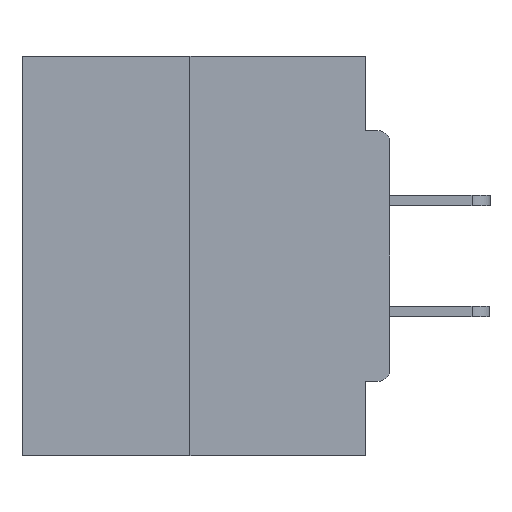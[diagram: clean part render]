
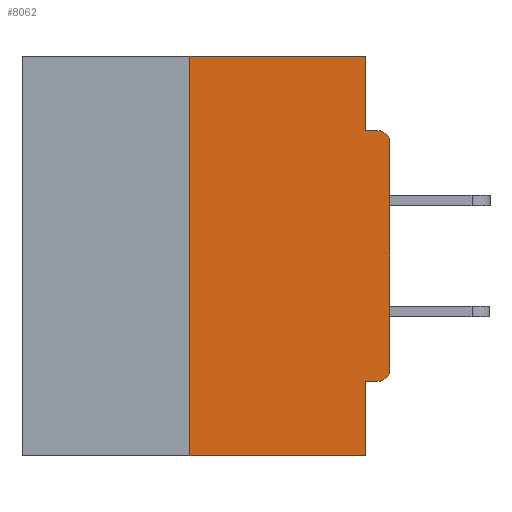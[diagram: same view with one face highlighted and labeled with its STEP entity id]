
A CAD part, left-side view. The second image highlights one B-rep face of the part: STEP entity #8062.
In plain terms, the highlighted planar face has unit normal (-1, 0, 0).
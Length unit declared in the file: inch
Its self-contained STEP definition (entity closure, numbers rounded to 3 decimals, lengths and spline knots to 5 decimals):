
#674 = CARTESIAN_POINT ( 'NONE',  ( 0., 0.015, -0.4065 ) ) ;
#699 = ORIENTED_EDGE ( 'NONE', *, *, #24752, .T. ) ;
#2112 = CIRCLE ( 'NONE', #19186, 0.015 ) ;
#3141 = CARTESIAN_POINT ( 'NONE',  ( 0., 0., -0.3915 ) ) ;
#3191 = LINE ( 'NONE', #12645, #20033 ) ;
#4304 = CARTESIAN_POINT ( 'NONE',  ( 0., 0., -0.4065 ) ) ;
#4514 = ORIENTED_EDGE ( 'NONE', *, *, #20066, .T. ) ;
#4538 = DIRECTION ( 'NONE',  ( 0., 0., -1. ) ) ;
#4625 = EDGE_CURVE ( 'NONE', #26044, #30872, #8151, .T. ) ;
#5210 = ORIENTED_EDGE ( 'NONE', *, *, #4625, .F. ) ;
#5328 = EDGE_CURVE ( 'NONE', #30872, #7803, #13782, .T. ) ;
#6162 = CARTESIAN_POINT ( 'NONE',  ( 0., 0., -0.1085 ) ) ;
#6327 = DIRECTION ( 'NONE',  ( 0., -1., 0. ) ) ;
#6376 = CARTESIAN_POINT ( 'NONE',  ( 0., 0., 0. ) ) ;
#6390 = LINE ( 'NONE', #18671, #31238 ) ;
#6958 = VECTOR ( 'NONE', #6327, 39.37008 ) ;
#6963 = CARTESIAN_POINT ( 'NONE',  ( 0., 0.031, -0.0935 ) ) ;
#7086 = DIRECTION ( 'NONE',  ( 0., 0., -1. ) ) ;
#7803 = VERTEX_POINT ( 'NONE', #8255 ) ;
#8062 = ADVANCED_FACE ( 'NONE', ( #19337 ), #19320, .F. ) ;
#8151 = LINE ( 'NONE', #21175, #17367 ) ;
#8255 = CARTESIAN_POINT ( 'NONE',  ( 0., 0.015, -0.0935 ) ) ;
#8616 = ORIENTED_EDGE ( 'NONE', *, *, #24849, .F. ) ;
#8949 = DIRECTION ( 'NONE',  ( 0., 0., -1. ) ) ;
#9342 = CARTESIAN_POINT ( 'NONE',  ( 0., 0.015, -0.3915 ) ) ;
#10205 = CARTESIAN_POINT ( 'NONE',  ( 0., 0.031, 0. ) ) ;
#10614 = VERTEX_POINT ( 'NONE', #14291 ) ;
#11041 = LINE ( 'NONE', #6376, #11466 ) ;
#11466 = VECTOR ( 'NONE', #32372, 39.37008 ) ;
#12142 = EDGE_CURVE ( 'NONE', #14311, #10614, #3191, .T. ) ;
#12188 = CARTESIAN_POINT ( 'NONE',  ( 0., 0.031, -0.4065 ) ) ;
#12430 = AXIS2_PLACEMENT_3D ( 'NONE', #14284, #19422, #8949 ) ;
#12645 = CARTESIAN_POINT ( 'NONE',  ( 0., 0.46, -0.5 ) ) ;
#13782 = LINE ( 'NONE', #28983, #6958 ) ;
#14284 = CARTESIAN_POINT ( 'NONE',  ( 0., 0.46, 0. ) ) ;
#14291 = CARTESIAN_POINT ( 'NONE',  ( 0., 0.031, -0.5 ) ) ;
#14311 = VERTEX_POINT ( 'NONE', #25541 ) ;
#15123 = DIRECTION ( 'NONE',  ( -1., 0., 0. ) ) ;
#15228 = ORIENTED_EDGE ( 'NONE', *, *, #20406, .F. ) ;
#16678 = CARTESIAN_POINT ( 'NONE',  ( 0., 0.25, 0. ) ) ;
#17367 = VECTOR ( 'NONE', #20958, 39.37008 ) ;
#17371 = LINE ( 'NONE', #4304, #25823 ) ;
#18671 = CARTESIAN_POINT ( 'NONE',  ( 0., 0.031, -0.5 ) ) ;
#18710 = EDGE_LOOP ( 'NONE', ( #15228, #8616, #25864, #31700, #19237, #4514, #699, #28277, #31815, #5210 ) ) ;
#18711 = VERTEX_POINT ( 'NONE', #674 ) ;
#18775 = VECTOR ( 'NONE', #25786, 39.37008 ) ;
#19186 = AXIS2_PLACEMENT_3D ( 'NONE', #33098, #15123, #4538 ) ;
#19237 = ORIENTED_EDGE ( 'NONE', *, *, #26192, .F. ) ;
#19320 = PLANE ( 'NONE',  #12430 ) ;
#19337 = FACE_OUTER_BOUND ( 'NONE', #18710, .T. ) ;
#19422 = DIRECTION ( 'NONE',  ( 1., 0., 0. ) ) ;
#20033 = VECTOR ( 'NONE', #30529, 39.37008 ) ;
#20066 = EDGE_CURVE ( 'NONE', #18711, #25412, #32833, .T. ) ;
#20406 = EDGE_CURVE ( 'NONE', #31729, #26044, #26437, .T. ) ;
#20958 = DIRECTION ( 'NONE',  ( 0., 0., -1. ) ) ;
#21020 = CARTESIAN_POINT ( 'NONE',  ( 0., 0.46, 0. ) ) ;
#21175 = CARTESIAN_POINT ( 'NONE',  ( 0., 0.031, 0. ) ) ;
#23555 = AXIS2_PLACEMENT_3D ( 'NONE', #9342, #30199, #7086 ) ;
#24219 = DIRECTION ( 'NONE',  ( 0., 0., -1. ) ) ;
#24752 = EDGE_CURVE ( 'NONE', #25412, #30566, #11041, .T. ) ;
#24849 = EDGE_CURVE ( 'NONE', #14311, #31729, #25140, .T. ) ;
#25140 = LINE ( 'NONE', #25311, #30738 ) ;
#25311 = CARTESIAN_POINT ( 'NONE',  ( 0., 0.25, 0. ) ) ;
#25412 = VERTEX_POINT ( 'NONE', #3141 ) ;
#25541 = CARTESIAN_POINT ( 'NONE',  ( 0., 0.25, -0.5 ) ) ;
#25786 = DIRECTION ( 'NONE',  ( 0., -1., 0. ) ) ;
#25823 = VECTOR ( 'NONE', #32344, 39.37008 ) ;
#25864 = ORIENTED_EDGE ( 'NONE', *, *, #12142, .T. ) ;
#26044 = VERTEX_POINT ( 'NONE', #10205 ) ;
#26192 = EDGE_CURVE ( 'NONE', #18711, #30854, #17371, .T. ) ;
#26378 = EDGE_CURVE ( 'NONE', #30566, #7803, #2112, .T. ) ;
#26437 = LINE ( 'NONE', #21020, #18775 ) ;
#28277 = ORIENTED_EDGE ( 'NONE', *, *, #26378, .T. ) ;
#28732 = EDGE_CURVE ( 'NONE', #30854, #10614, #6390, .T. ) ;
#28983 = CARTESIAN_POINT ( 'NONE',  ( 0., 0., -0.0935 ) ) ;
#30199 = DIRECTION ( 'NONE',  ( -1., 0., 0. ) ) ;
#30474 = DIRECTION ( 'NONE',  ( 0., 0., 1. ) ) ;
#30529 = DIRECTION ( 'NONE',  ( 0., -1., 0. ) ) ;
#30566 = VERTEX_POINT ( 'NONE', #6162 ) ;
#30738 = VECTOR ( 'NONE', #30474, 39.37008 ) ;
#30854 = VERTEX_POINT ( 'NONE', #12188 ) ;
#30872 = VERTEX_POINT ( 'NONE', #6963 ) ;
#31238 = VECTOR ( 'NONE', #24219, 39.37008 ) ;
#31700 = ORIENTED_EDGE ( 'NONE', *, *, #28732, .F. ) ;
#31729 = VERTEX_POINT ( 'NONE', #16678 ) ;
#31815 = ORIENTED_EDGE ( 'NONE', *, *, #5328, .F. ) ;
#32344 = DIRECTION ( 'NONE',  ( 0., 1., 0. ) ) ;
#32372 = DIRECTION ( 'NONE',  ( 0., 0., 1. ) ) ;
#32833 = CIRCLE ( 'NONE', #23555, 0.015 ) ;
#33098 = CARTESIAN_POINT ( 'NONE',  ( 0., 0.015, -0.1085 ) ) ;
